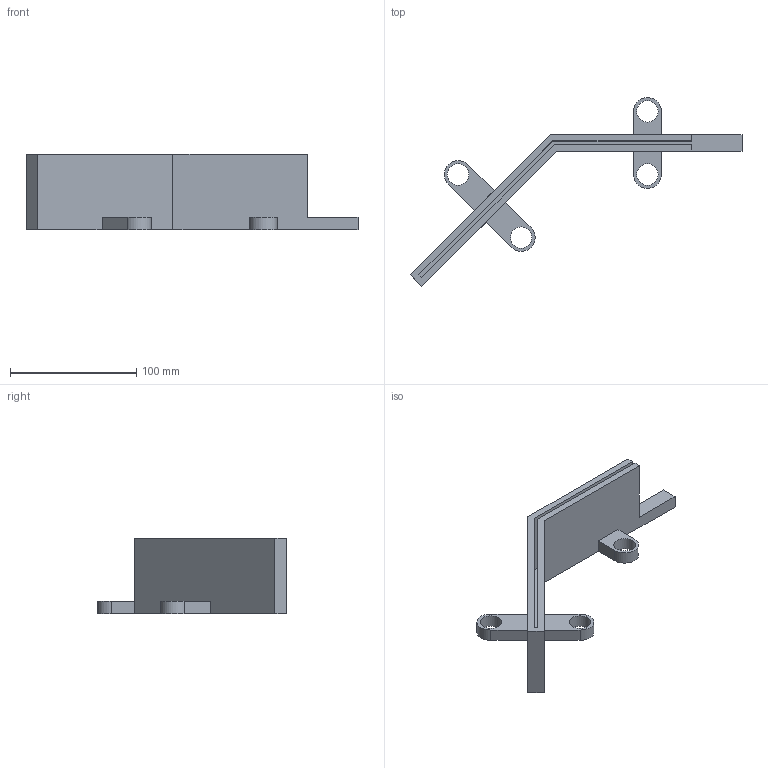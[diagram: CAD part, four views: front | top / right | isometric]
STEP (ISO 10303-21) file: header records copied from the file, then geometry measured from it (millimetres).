
FILE_DESCRIPTION(/* description */ (''),/* implementation_level */ '2;1');
FILE_NAME(/* name */ 'hold_left.stp',/* time_stamp */ '2024-02-27T17:35:29+01:00',/* time_stamp */ '2024-02-27T17:35:29+01:00',/* author */ ('Administrator'),/* organization */ (''),/* preprocessor_version */ 'ST-DEVELOPER v19.2',/* originating_system */ 'Autodesk Inventor 2024',/* authorisation */ '');
FILE_SCHEMA (('AUTOMOTIVE_DESIGN { 1 0 10303 214 3 1 1 }'));
Length unit declared in the file: millimetre
Products named in the file (1): hold_left
Bounding box: 263.14 x 149.76 x 60 mm (x, y, z)
Surface area: 152118.1 mm2 (no closed solid volume)
Topology: 0 solids, 1 shells, 35 faces, 111 edges, 79 vertices
Faces by surface type: plane 27, cylinder 8
Full cylindrical faces by diameter (mm): 17 x4
Entity records: 2652 total; most frequent: CARTESIAN_POINT 519, ORIENTED_EDGE 408, DIRECTION 398, EDGE_CURVE 204, LINE 172, VECTOR 172, VERTEX_POINT 136, AXIS2_PLACEMENT_3D 122
